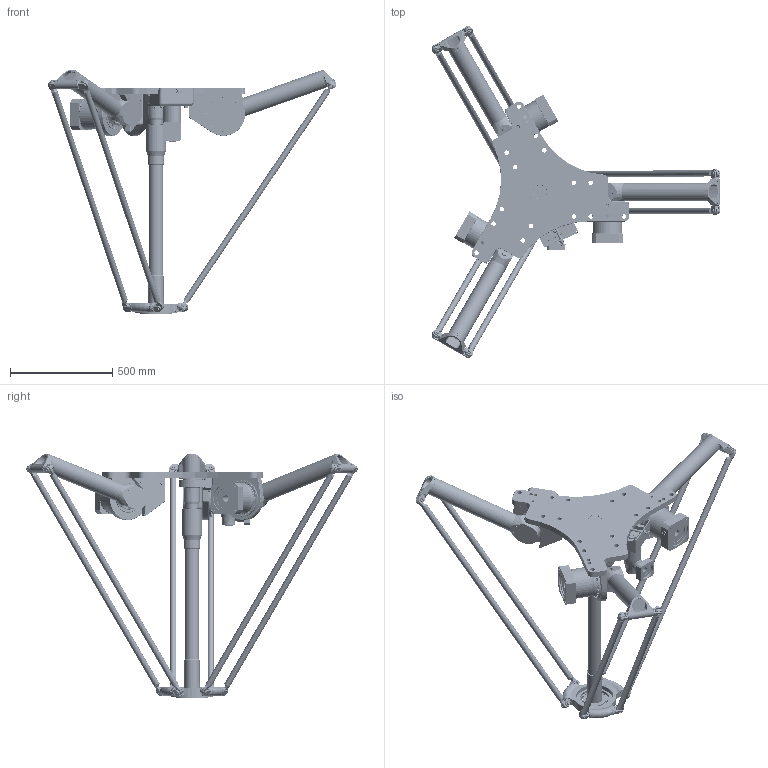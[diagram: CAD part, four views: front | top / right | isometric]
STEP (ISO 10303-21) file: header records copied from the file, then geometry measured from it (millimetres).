
FILE_DESCRIPTION(/* description */ (''),/* implementation_level */ '2;1');
FILE_NAME(/* name */ '3D-model_A_00070.stp',/* time_stamp */ '2022-02-14T16:08:04+01:00',/* author */ ('michael.schutter'),/* organization */ ('Majatronic'),/* preprocessor_version */ 'ST-DEVELOPER v16.5',/* originating_system */ 'Autodesk Inventor 2017',/* authorisation */ '');
FILE_SCHEMA (('AUTOMOTIVE_DESIGN { 1 0 10303 214 3 1 1 }'));
Length unit declared in the file: millimetre
Products named in the file (11): A_00070_DUMMY; MT_WST00105427 Kopfplatte Dummy; MT_WST00057260MT_WST; MT_WST00057262MT_WST; MT_WST00057263MT_WST; MT_WST00061551; MT_WST00068559MT_WST; MT_WST00059532MT_WST; MT_WST00105418; MT_WST00058293MT_WST; MT_WST00058294MT_WST
Assembly tree (24 placements, depth 2):
  A_00070_DUMMY
    MT_WST00105427 Kopfplatte Dummy
    MT_WST00057260MT_WST  x6
    MT_WST00057262MT_WST
    MT_WST00057263MT_WST  x6
    MT_WST00061551  x3
    MT_WST00068559MT_WST  x3
    MT_WST00059532MT_WST
    MT_WST00105418
    MT_WST00058293MT_WST
    MT_WST00058294MT_WST
Bounding box: 1411.51 x 1624.7 x 1197.07 mm (x, y, z)
Volume: 49893870.1 mm3; surface area: 4394114.9 mm2
Topology: 24 solids, 91 shells, 4220 faces, 9634 edges, 6092 vertices
Faces by surface type: plane 1946, cylinder 1164, bspline 492, cone 366, torus 248, sphere 4
Full cylindrical faces by diameter (mm): 3 x3, 3.15 x6, 4 x1, 4.134 x12, 4.917 x18, 6 x72, 6.6 x72, 8.376 x54, 9.6 x3, 10 x125, 11.053 x5, 11.5 x7, 12 x40, 13 x16, 16 x2, 17 x12, 17.2 x5, 17.294 x6, 22 x69, 24 x4, 25 x1, 26 x3, 28 x4, 30 x19, 32 x3, 40 x13, 49.5 x1, 50 x6, 52 x1, 56 x1
Entity records: 88865 total; most frequent: CARTESIAN_POINT 33742, DIRECTION 11258, ORIENTED_EDGE 9792, EDGE_CURVE 4896, AXIS2_PLACEMENT_3D 4357, EDGE_LOOP 3665, VERTEX_POINT 3465, LINE 2544
